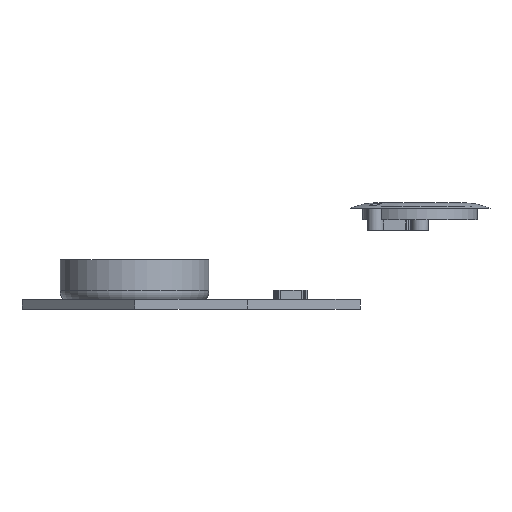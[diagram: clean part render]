
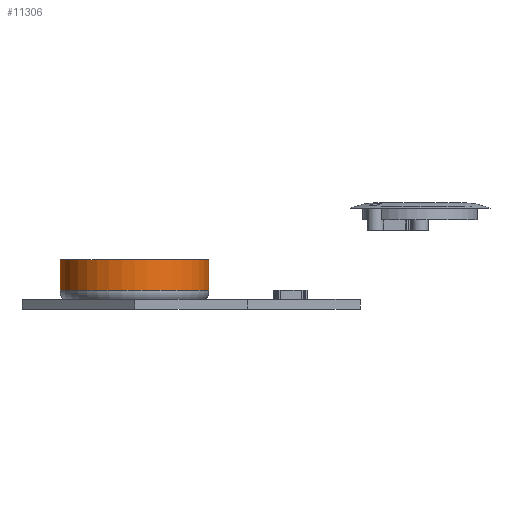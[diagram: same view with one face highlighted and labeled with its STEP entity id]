
A CAD part, left-side view. The second image highlights one B-rep face of the part: STEP entity #11306.
In plain terms, the highlighted cylindrical face has radius 419.1 mm (diameter 838.2 mm), a full revolution.
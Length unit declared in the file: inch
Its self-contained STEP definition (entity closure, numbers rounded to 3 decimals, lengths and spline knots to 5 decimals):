
#1562=LINE('',#21692,#2571);
#2571=VECTOR('',#13682,16.5);
#2621=CYLINDRICAL_SURFACE('',#11784,16.5);
#3757=FACE_OUTER_BOUND('',#4374,.T.);
#4374=EDGE_LOOP('',(#10623,#10624,#10625,#10626,#10627,#10628));
#4527=CIRCLE('',#11781,16.5);
#4529=CIRCLE('',#11783,16.5);
#4530=CIRCLE('',#11785,16.5);
#4531=CIRCLE('',#11786,16.5);
#5652=VERTEX_POINT('',#21683);
#5653=VERTEX_POINT('',#21684);
#5654=VERTEX_POINT('',#21689);
#5655=VERTEX_POINT('',#21690);
#7321=EDGE_CURVE('',#5652,#5653,#4527,.T.);
#7323=EDGE_CURVE('',#5653,#5652,#4529,.T.);
#7324=EDGE_CURVE('',#5654,#5655,#4530,.T.);
#7325=EDGE_CURVE('',#5655,#5653,#1562,.T.);
#7326=EDGE_CURVE('',#5655,#5654,#4531,.T.);
#10623=ORIENTED_EDGE('',*,*,#7324,.T.);
#10624=ORIENTED_EDGE('',*,*,#7325,.T.);
#10625=ORIENTED_EDGE('',*,*,#7321,.F.);
#10626=ORIENTED_EDGE('',*,*,#7323,.F.);
#10627=ORIENTED_EDGE('',*,*,#7325,.F.);
#10628=ORIENTED_EDGE('',*,*,#7326,.T.);
#11306=ADVANCED_FACE('',(#3757),#2621,.T.);
#11781=AXIS2_PLACEMENT_3D('',#21685,#13672,#13673);
#11783=AXIS2_PLACEMENT_3D('',#21687,#13676,#13677);
#11784=AXIS2_PLACEMENT_3D('',#21688,#13678,#13679);
#11785=AXIS2_PLACEMENT_3D('',#21691,#13680,#13681);
#11786=AXIS2_PLACEMENT_3D('',#21693,#13683,#13684);
#13672=DIRECTION('center_axis',(0.,0.,-1.));
#13673=DIRECTION('ref_axis',(-1.,0.,0.));
#13676=DIRECTION('center_axis',(0.,0.,-1.));
#13677=DIRECTION('ref_axis',(-1.,0.,0.));
#13678=DIRECTION('center_axis',(0.,0.,1.));
#13679=DIRECTION('ref_axis',(1.,0.,0.));
#13680=DIRECTION('center_axis',(0.,0.,-1.));
#13681=DIRECTION('ref_axis',(-1.,0.,0.));
#13682=DIRECTION('',(0.,0.,-1.));
#13683=DIRECTION('center_axis',(0.,0.,-1.));
#13684=DIRECTION('ref_axis',(-1.,0.,0.));
#21683=CARTESIAN_POINT('',(16.63159,235.04548,4.2));
#21684=CARTESIAN_POINT('',(-16.36841,235.04548,4.2));
#21685=CARTESIAN_POINT('Origin',(0.13159,235.04548,4.2));
#21687=CARTESIAN_POINT('Origin',(0.13159,235.04548,4.2));
#21688=CARTESIAN_POINT('Origin',(0.13159,235.04548,1.));
#21689=CARTESIAN_POINT('',(0.13159,251.54548,11.));
#21690=CARTESIAN_POINT('',(-16.36841,235.04548,11.));
#21691=CARTESIAN_POINT('Origin',(0.13159,235.04548,11.));
#21692=CARTESIAN_POINT('',(-16.36841,235.04548,1.));
#21693=CARTESIAN_POINT('Origin',(0.13159,235.04548,11.));
